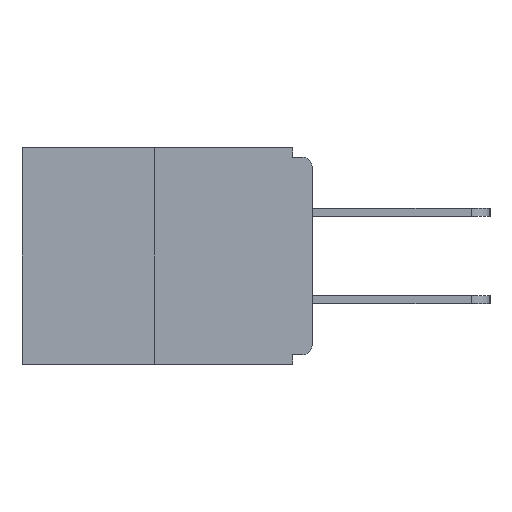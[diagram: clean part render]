
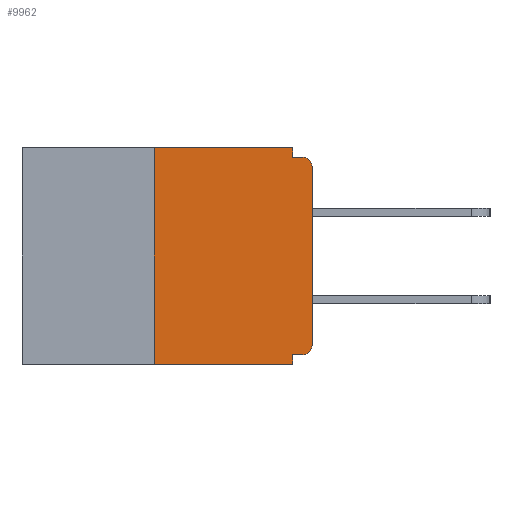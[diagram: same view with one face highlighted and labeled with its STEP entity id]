
A CAD part, left-side view. The second image highlights one B-rep face of the part: STEP entity #9962.
In plain terms, the highlighted planar face has unit normal (-1, 0, 0).
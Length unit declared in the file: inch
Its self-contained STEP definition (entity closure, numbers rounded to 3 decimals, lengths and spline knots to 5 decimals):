
#53 = LINE ( 'NONE', #7696, #6381 ) ;
#87 = EDGE_CURVE ( 'NONE', #18947, #8295, #12294, .T. ) ;
#156 = LINE ( 'NONE', #9524, #2193 ) ;
#1023 = EDGE_CURVE ( 'NONE', #16319, #15767, #156, .T. ) ;
#1284 = CARTESIAN_POINT ( 'NONE',  ( 0., 0.031, 0. ) ) ;
#1706 = DIRECTION ( 'NONE',  ( 0., 0., -1. ) ) ;
#2193 = VECTOR ( 'NONE', #13271, 39.37008 ) ;
#2226 = AXIS2_PLACEMENT_3D ( 'NONE', #10867, #20283, #1706 ) ;
#2572 = CARTESIAN_POINT ( 'NONE',  ( 0., 0.015, -0.015 ) ) ;
#2937 = VECTOR ( 'NONE', #18363, 39.37008 ) ;
#3135 = ORIENTED_EDGE ( 'NONE', *, *, #22217, .F. ) ;
#3170 = VERTEX_POINT ( 'NONE', #2572 ) ;
#3751 = EDGE_LOOP ( 'NONE', ( #7779, #3933, #10093, #20239, #7608, #21409, #21006, #11054, #3135, #6184 ) ) ;
#3933 = ORIENTED_EDGE ( 'NONE', *, *, #19389, .F. ) ;
#4759 = VECTOR ( 'NONE', #20816, 39.37008 ) ;
#4960 = CARTESIAN_POINT ( 'NONE',  ( 0., 0.46, 0. ) ) ;
#5322 = CARTESIAN_POINT ( 'NONE',  ( 0., 0.25, 0. ) ) ;
#5671 = VECTOR ( 'NONE', #21609, 39.37008 ) ;
#6125 = LINE ( 'NONE', #14656, #2937 ) ;
#6184 = ORIENTED_EDGE ( 'NONE', *, *, #21262, .F. ) ;
#6381 = VECTOR ( 'NONE', #20489, 39.37008 ) ;
#6393 = AXIS2_PLACEMENT_3D ( 'NONE', #12359, #23588, #14209 ) ;
#6402 = CARTESIAN_POINT ( 'NONE',  ( 0., 0.46, 0. ) ) ;
#6571 = DIRECTION ( 'NONE',  ( 0., -1., 0. ) ) ;
#6653 = EDGE_CURVE ( 'NONE', #19186, #16662, #7349, .T. ) ;
#7344 = CARTESIAN_POINT ( 'NONE',  ( 0., 0.031, -0.343 ) ) ;
#7349 = LINE ( 'NONE', #11721, #4759 ) ;
#7608 = ORIENTED_EDGE ( 'NONE', *, *, #1023, .F. ) ;
#7696 = CARTESIAN_POINT ( 'NONE',  ( 0., 0.031, 0. ) ) ;
#7779 = ORIENTED_EDGE ( 'NONE', *, *, #87, .F. ) ;
#8042 = VERTEX_POINT ( 'NONE', #11526 ) ;
#8255 = DIRECTION ( 'NONE',  ( 1., 0., 0. ) ) ;
#8295 = VERTEX_POINT ( 'NONE', #1284 ) ;
#9073 = CARTESIAN_POINT ( 'NONE',  ( 0., 0.031, -0.343 ) ) ;
#9524 = CARTESIAN_POINT ( 'NONE',  ( 0., 0., -0.328 ) ) ;
#9865 = CIRCLE ( 'NONE', #2226, 0.015 ) ;
#9962 = ADVANCED_FACE ( 'NONE', ( #14834 ), #17656, .F. ) ;
#10093 = ORIENTED_EDGE ( 'NONE', *, *, #14465, .T. ) ;
#10280 = CARTESIAN_POINT ( 'NONE',  ( 0., 0.25, 0. ) ) ;
#10347 = VECTOR ( 'NONE', #6571, 39.37008 ) ;
#10519 = CARTESIAN_POINT ( 'NONE',  ( 0., 0., -0.03 ) ) ;
#10867 = CARTESIAN_POINT ( 'NONE',  ( 0., 0.015, -0.313 ) ) ;
#10990 = LINE ( 'NONE', #10280, #22218 ) ;
#11054 = ORIENTED_EDGE ( 'NONE', *, *, #16201, .T. ) ;
#11521 = CARTESIAN_POINT ( 'NONE',  ( 0., 0., -0.313 ) ) ;
#11526 = CARTESIAN_POINT ( 'NONE',  ( 0., 0.25, -0.343 ) ) ;
#11721 = CARTESIAN_POINT ( 'NONE',  ( 0., 0., 0. ) ) ;
#12294 = LINE ( 'NONE', #4960, #5671 ) ;
#12359 = CARTESIAN_POINT ( 'NONE',  ( 0., 0.015, -0.03 ) ) ;
#12639 = DIRECTION ( 'NONE',  ( 0., 0., -1. ) ) ;
#13271 = DIRECTION ( 'NONE',  ( 0., 1., 0. ) ) ;
#13980 = DIRECTION ( 'NONE',  ( 0., 0., 1. ) ) ;
#14209 = DIRECTION ( 'NONE',  ( 0., 0., -1. ) ) ;
#14465 = EDGE_CURVE ( 'NONE', #8042, #20049, #6125, .T. ) ;
#14492 = EDGE_CURVE ( 'NONE', #16319, #19186, #9865, .T. ) ;
#14602 = LINE ( 'NONE', #7344, #15168 ) ;
#14610 = CARTESIAN_POINT ( 'NONE',  ( 0., 0.031, -0.328 ) ) ;
#14656 = CARTESIAN_POINT ( 'NONE',  ( 0., 0.46, -0.343 ) ) ;
#14834 = FACE_OUTER_BOUND ( 'NONE', #3751, .T. ) ;
#15168 = VECTOR ( 'NONE', #12639, 39.37008 ) ;
#15767 = VERTEX_POINT ( 'NONE', #14610 ) ;
#15790 = VERTEX_POINT ( 'NONE', #16376 ) ;
#16201 = EDGE_CURVE ( 'NONE', #16662, #3170, #18614, .T. ) ;
#16319 = VERTEX_POINT ( 'NONE', #22015 ) ;
#16376 = CARTESIAN_POINT ( 'NONE',  ( 0., 0.031, -0.015 ) ) ;
#16662 = VERTEX_POINT ( 'NONE', #10519 ) ;
#17656 = PLANE ( 'NONE',  #20366 ) ;
#18363 = DIRECTION ( 'NONE',  ( 0., -1., 0. ) ) ;
#18614 = CIRCLE ( 'NONE', #6393, 0.015 ) ;
#18902 = EDGE_CURVE ( 'NONE', #15767, #20049, #14602, .T. ) ;
#18947 = VERTEX_POINT ( 'NONE', #5322 ) ;
#19186 = VERTEX_POINT ( 'NONE', #11521 ) ;
#19389 = EDGE_CURVE ( 'NONE', #8042, #18947, #10990, .T. ) ;
#20049 = VERTEX_POINT ( 'NONE', #9073 ) ;
#20239 = ORIENTED_EDGE ( 'NONE', *, *, #18902, .F. ) ;
#20283 = DIRECTION ( 'NONE',  ( -1., 0., 0. ) ) ;
#20366 = AXIS2_PLACEMENT_3D ( 'NONE', #6402, #8255, #22946 ) ;
#20447 = LINE ( 'NONE', #21213, #10347 ) ;
#20489 = DIRECTION ( 'NONE',  ( 0., 0., -1. ) ) ;
#20816 = DIRECTION ( 'NONE',  ( 0., 0., 1. ) ) ;
#21006 = ORIENTED_EDGE ( 'NONE', *, *, #6653, .T. ) ;
#21213 = CARTESIAN_POINT ( 'NONE',  ( 0., 0., -0.015 ) ) ;
#21262 = EDGE_CURVE ( 'NONE', #8295, #15790, #53, .T. ) ;
#21409 = ORIENTED_EDGE ( 'NONE', *, *, #14492, .T. ) ;
#21609 = DIRECTION ( 'NONE',  ( 0., -1., 0. ) ) ;
#22015 = CARTESIAN_POINT ( 'NONE',  ( 0., 0.015, -0.328 ) ) ;
#22217 = EDGE_CURVE ( 'NONE', #15790, #3170, #20447, .T. ) ;
#22218 = VECTOR ( 'NONE', #13980, 39.37008 ) ;
#22946 = DIRECTION ( 'NONE',  ( 0., 0., -1. ) ) ;
#23588 = DIRECTION ( 'NONE',  ( -1., 0., 0. ) ) ;
